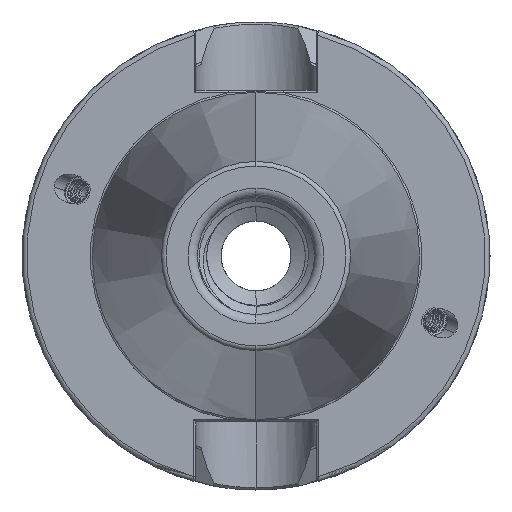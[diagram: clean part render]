
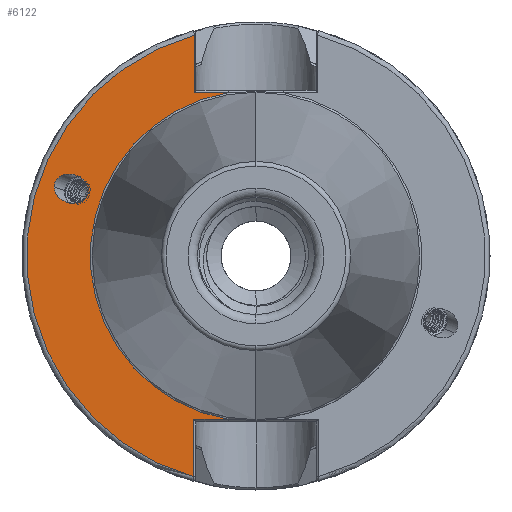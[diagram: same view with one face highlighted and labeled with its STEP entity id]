
A CAD part, left-side view. The second image highlights one B-rep face of the part: STEP entity #6122.
In plain terms, the highlighted planar face has unit normal (-1, 0, 0).
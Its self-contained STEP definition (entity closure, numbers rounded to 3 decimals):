
#323 = DIRECTION ( 'NONE',  ( -1., 0., 0. ) ) ;
#366 = CARTESIAN_POINT ( 'NONE',  ( 0., 0., 0. ) ) ;
#398 = DIRECTION ( 'NONE',  ( 0., 0., 1. ) ) ;
#694 = CARTESIAN_POINT ( 'NONE',  ( 0., 35.968, 13.091 ) ) ;
#702 = CARTESIAN_POINT ( 'NONE',  ( 0., 35.398, -34.9 ) ) ;
#704 = DIRECTION ( 'NONE',  ( 0., -1., 0. ) ) ;
#705 = CARTESIAN_POINT ( 'NONE',  ( 0., 37.57, 8.69 ) ) ;
#717 = CARTESIAN_POINT ( 'NONE',  ( 0., 43.118, 14.766 ) ) ;
#738 = CARTESIAN_POINT ( 'NONE',  ( 0., 43.118, 9.99 ) ) ;
#803 = DIRECTION ( 'NONE',  ( 0., 0., 1. ) ) ;
#816 = CARTESIAN_POINT ( 'NONE',  ( 0., 13.279, 0. ) ) ;
#837 = CARTESIAN_POINT ( 'NONE',  ( 0., 12.85, 34.9 ) ) ;
#892 = DIRECTION ( 'NONE',  ( 0., 1., 0. ) ) ;
#1277 = DIRECTION ( 'NONE',  ( 0., 0., 1. ) ) ;
#1308 = CARTESIAN_POINT ( 'NONE',  ( 0., 13.194, 47.285 ) ) ;
#1310 = DIRECTION ( 'NONE',  ( -1., 0., 0. ) ) ;
#1311 = DIRECTION ( 'NONE',  ( 0., 0., 1. ) ) ;
#1314 = CARTESIAN_POINT ( 'NONE',  ( 0., 0., 0. ) ) ;
#1935 = ORIENTED_EDGE ( 'NONE', *, *, #4079, .T. ) ;
#1943 = ORIENTED_EDGE ( 'NONE', *, *, #6898, .T. ) ;
#1953 = ORIENTED_EDGE ( 'NONE', *, *, #6904, .T. ) ;
#1954 = ORIENTED_EDGE ( 'NONE', *, *, #4124, .T. ) ;
#1959 = ORIENTED_EDGE ( 'NONE', *, *, #4104, .F. ) ;
#1966 = ORIENTED_EDGE ( 'NONE', *, *, #4143, .T. ) ;
#1967 = ORIENTED_EDGE ( 'NONE', *, *, #4130, .T. ) ;
#1968 = ORIENTED_EDGE ( 'NONE', *, *, #4134, .T. ) ;
#1969 = ORIENTED_EDGE ( 'NONE', *, *, #4082, .T. ) ;
#2238 = AXIS2_PLACEMENT_3D ( 'NONE', #366, #323, #398 ) ;
#2258 = AXIS2_PLACEMENT_3D ( 'NONE', #1314, #1310, #1277 ) ;
#4079 = EDGE_CURVE ( 'NONE', #12526, #12584, #8326, .T. ) ;
#4082 = EDGE_CURVE ( 'NONE', #12806, #12794, #23600, .T. ) ;
#4104 = EDGE_CURVE ( 'NONE', #12808, #12794, #23586, .T. ) ;
#4124 = EDGE_CURVE ( 'NONE', #12775, #12772, #23569, .T. ) ;
#4130 = EDGE_CURVE ( 'NONE', #11793, #12775, #23602, .T. ) ;
#4134 = EDGE_CURVE ( 'NONE', #12772, #12806, #23609, .T. ) ;
#4143 = EDGE_CURVE ( 'NONE', #12808, #11793, #23572, .T. ) ;
#6122 = ADVANCED_FACE ( 'NONE', ( #10616, #10595 ), #9441, .F. ) ;
#6898 = EDGE_CURVE ( 'NONE', #12511, #12526, #7979, .T. ) ;
#6904 = EDGE_CURVE ( 'NONE', #12584, #12511, #8045, .T. ) ;
#7979 =( BOUNDED_CURVE ( )  B_SPLINE_CURVE ( 3, ( #17502, #17475, #17497, #17504 ),
 .UNSPECIFIED., .F., .F. ) 
 B_SPLINE_CURVE_WITH_KNOTS ( ( 4, 4 ),
 ( 5.993, 6.283 ),
 .UNSPECIFIED. ) 
 CURVE ( )  GEOMETRIC_REPRESENTATION_ITEM ( )  RATIONAL_B_SPLINE_CURVE ( ( 1., 0.993, 0.993, 1. ) ) 
 REPRESENTATION_ITEM ( '' )  );
#8045 =( BOUNDED_CURVE ( )  B_SPLINE_CURVE ( 3, ( #17525, #17550, #17555, #17556 ),
 .UNSPECIFIED., .F., .F. ) 
 B_SPLINE_CURVE_WITH_KNOTS ( ( 4, 4 ),
 ( 2.852, 5.993 ),
 .UNSPECIFIED. ) 
 CURVE ( )  GEOMETRIC_REPRESENTATION_ITEM ( )  RATIONAL_B_SPLINE_CURVE ( ( 1., 0.333, 0.333, 1. ) ) 
 REPRESENTATION_ITEM ( '' )  );
#8326 =( BOUNDED_CURVE ( )  B_SPLINE_CURVE ( 3, ( #694, #705, #738, #717 ),
 .UNSPECIFIED., .F., .T. ) 
 B_SPLINE_CURVE_WITH_KNOTS ( ( 4, 4 ),
 ( 0., 2.852 ),
 .UNSPECIFIED. ) 
 CURVE ( )  GEOMETRIC_REPRESENTATION_ITEM ( )  RATIONAL_B_SPLINE_CURVE ( ( 1., 0.43, 0.43, 1. ) ) 
 REPRESENTATION_ITEM ( '' )  );
#9410 = DIRECTION ( 'NONE',  ( 0., 0., -1. ) ) ;
#9425 = DIRECTION ( 'NONE',  ( 1., 0., 0. ) ) ;
#9437 = CARTESIAN_POINT ( 'NONE',  ( 0., 35.398, 0. ) ) ;
#9441 = PLANE ( 'NONE',  #13053 ) ;
#10595 = FACE_OUTER_BOUND ( 'NONE', #20452, .T. ) ;
#10616 = FACE_BOUND ( 'NONE', #20348, .T. ) ;
#11793 = VERTEX_POINT ( 'NONE', #22502 ) ;
#12511 = VERTEX_POINT ( 'NONE', #22635 ) ;
#12526 = VERTEX_POINT ( 'NONE', #22608 ) ;
#12584 = VERTEX_POINT ( 'NONE', #22697 ) ;
#12772 = VERTEX_POINT ( 'NONE', #22864 ) ;
#12775 = VERTEX_POINT ( 'NONE', #22888 ) ;
#12794 = VERTEX_POINT ( 'NONE', #22883 ) ;
#12806 = VERTEX_POINT ( 'NONE', #22942 ) ;
#12808 = VERTEX_POINT ( 'NONE', #22975 ) ;
#13053 = AXIS2_PLACEMENT_3D ( 'NONE', #9437, #9425, #9410 ) ;
#17475 = CARTESIAN_POINT ( 'NONE',  ( 0., 35.816, 13.662 ) ) ;
#17497 = CARTESIAN_POINT ( 'NONE',  ( 0., 35.867, 13.369 ) ) ;
#17502 = CARTESIAN_POINT ( 'NONE',  ( 0., 35.816, 13.963 ) ) ;
#17504 = CARTESIAN_POINT ( 'NONE',  ( 0., 35.968, 13.091 ) ) ;
#17525 = CARTESIAN_POINT ( 'NONE',  ( 0., 43.118, 14.766 ) ) ;
#17550 = CARTESIAN_POINT ( 'NONE',  ( 0., 43.118, 20.987 ) ) ;
#17555 = CARTESIAN_POINT ( 'NONE',  ( 0., 35.816, 20.184 ) ) ;
#17556 = CARTESIAN_POINT ( 'NONE',  ( 0., 35.816, 13.963 ) ) ;
#20348 = EDGE_LOOP ( 'NONE', ( #1935, #1953, #1943 ) ) ;
#20452 = EDGE_LOOP ( 'NONE', ( #1954, #1968, #1969, #1959, #1966, #1967 ) ) ;
#22502 = CARTESIAN_POINT ( 'NONE',  ( 0., 13.194, 34.9 ) ) ;
#22608 = CARTESIAN_POINT ( 'NONE',  ( 0., 35.968, 13.091 ) ) ;
#22635 = CARTESIAN_POINT ( 'NONE',  ( 0., 35.816, 13.963 ) ) ;
#22697 = CARTESIAN_POINT ( 'NONE',  ( 0., 43.118, 14.766 ) ) ;
#22864 = CARTESIAN_POINT ( 'NONE',  ( 0., 13.279, -47.166 ) ) ;
#22883 = CARTESIAN_POINT ( 'NONE',  ( 0., 5.916, -34.9 ) ) ;
#22888 = CARTESIAN_POINT ( 'NONE',  ( 0., 13.194, 47.19 ) ) ;
#22942 = CARTESIAN_POINT ( 'NONE',  ( 0., 13.279, -34.9 ) ) ;
#22975 = CARTESIAN_POINT ( 'NONE',  ( 0., 5.916, 34.9 ) ) ;
#23569 = CIRCLE ( 'NONE', #2258, 49. ) ;
#23572 = LINE ( 'NONE', #837, #23575 ) ;
#23575 = VECTOR ( 'NONE', #892, 1000. ) ;
#23581 = VECTOR ( 'NONE', #1311, 1000. ) ;
#23586 = CIRCLE ( 'NONE', #2238, 35.398 ) ;
#23600 = LINE ( 'NONE', #702, #23601 ) ;
#23601 = VECTOR ( 'NONE', #704, 1000. ) ;
#23602 = LINE ( 'NONE', #1308, #23581 ) ;
#23609 = LINE ( 'NONE', #816, #23611 ) ;
#23611 = VECTOR ( 'NONE', #803, 1000. ) ;
